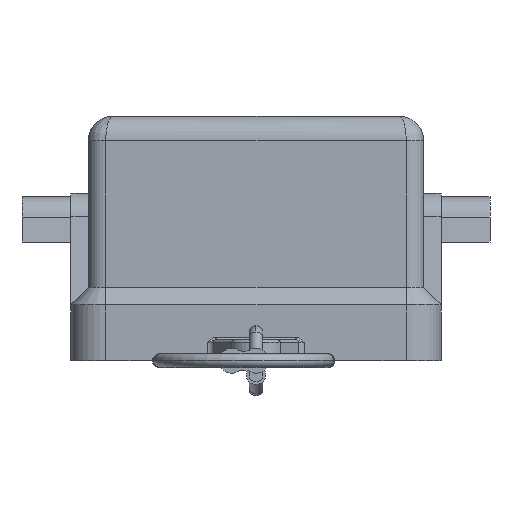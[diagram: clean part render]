
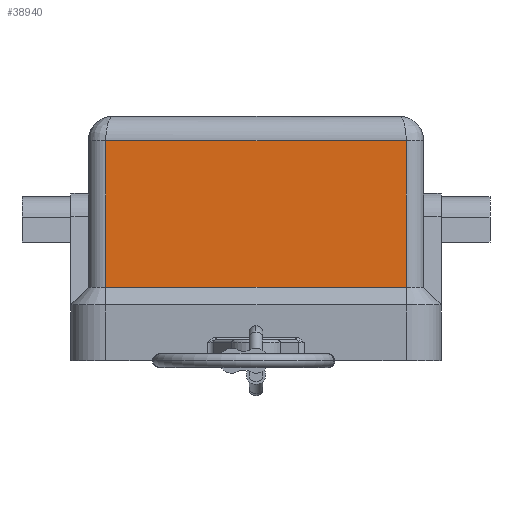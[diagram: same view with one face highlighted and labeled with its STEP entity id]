
A CAD part, left-side view. The second image highlights one B-rep face of the part: STEP entity #38940.
In plain terms, the highlighted planar face has unit normal (-1, 0, 0).
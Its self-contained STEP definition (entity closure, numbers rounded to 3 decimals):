
#7890=CARTESIAN_POINT('',(-12.,10.75,15.75));
#7900=DIRECTION('',(0.,-1.,0.));
#7910=VECTOR('',#7900,21.5);
#7920=LINE('',#7890,#7910);
#7930=CARTESIAN_POINT('',(-12.,10.75,15.75));
#7940=VERTEX_POINT('',#7930);
#7950=CARTESIAN_POINT('',(-12.,-10.75,15.75));
#7960=VERTEX_POINT('',#7950);
#7970=EDGE_CURVE('',#7940,#7960,#7920,.T.);
#34200=CARTESIAN_POINT('',(-12.,-10.75,5.25));
#34210=VERTEX_POINT('',#34200);
#34240=CARTESIAN_POINT('',(-12.,-10.75,5.25));
#34250=DIRECTION('',(0.,0.,1.));
#34260=VECTOR('',#34250,10.5);
#34270=LINE('',#34240,#34260);
#34280=EDGE_CURVE('',#34210,#7960,#34270,.T.);
#38530=CARTESIAN_POINT('',(-12.,10.75,5.25));
#38540=VERTEX_POINT('',#38530);
#38730=CARTESIAN_POINT('',(-12.,-10.75,0.));
#38740=DIRECTION('',(-1.,0.,0.));
#38750=DIRECTION('',(0.,0.,1.));
#38760=AXIS2_PLACEMENT_3D('',#38730,#38740,#38750);
#38770=PLANE('',#38760);
#38780=ORIENTED_EDGE('',*,*,#34280,.T.);
#38790=CARTESIAN_POINT('',(-12.,-10.75,5.25));
#38800=DIRECTION('',(0.,1.,0.));
#38810=VECTOR('',#38800,21.5);
#38820=LINE('',#38790,#38810);
#38830=EDGE_CURVE('',#34210,#38540,#38820,.T.);
#38840=ORIENTED_EDGE('',*,*,#38830,.F.);
#38850=CARTESIAN_POINT('',(-12.,10.75,5.25));
#38860=DIRECTION('',(0.,0.,1.));
#38870=VECTOR('',#38860,10.5);
#38880=LINE('',#38850,#38870);
#38890=EDGE_CURVE('',#38540,#7940,#38880,.T.);
#38900=ORIENTED_EDGE('',*,*,#38890,.F.);
#38910=ORIENTED_EDGE('',*,*,#7970,.F.);
#38920=EDGE_LOOP('',(#38910,#38900,#38840,#38780));
#38930=FACE_OUTER_BOUND('',#38920,.T.);
#38940=ADVANCED_FACE('',(#38930),#38770,.T.);
